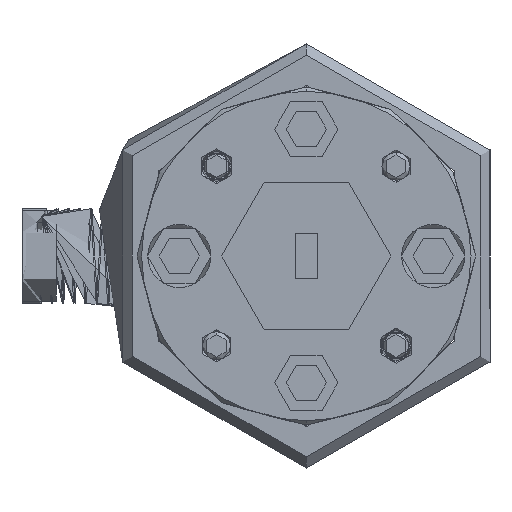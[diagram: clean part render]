
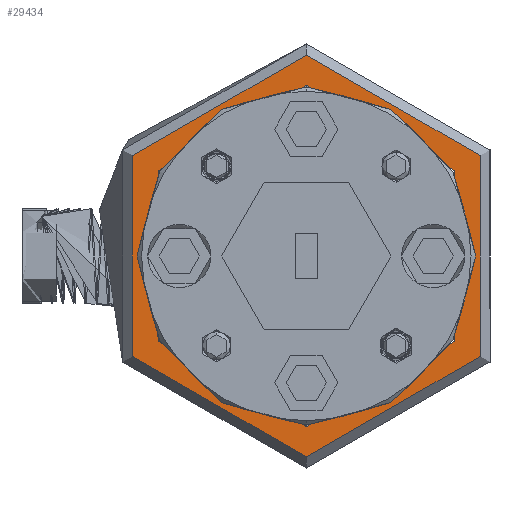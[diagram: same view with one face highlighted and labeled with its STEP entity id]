
A CAD part, left-side view. The second image highlights one B-rep face of the part: STEP entity #29434.
In plain terms, the highlighted planar face has unit normal (-1, 0, 0).
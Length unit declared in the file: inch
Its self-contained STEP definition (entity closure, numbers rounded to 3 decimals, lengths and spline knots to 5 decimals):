
#4641 = VERTEX_POINT ( 'NONE', #58994 ) ;
#6942 = VERTEX_POINT ( 'NONE', #11337 ) ;
#7631 = DIRECTION ( 'NONE',  ( 0., 0., -1. ) ) ;
#8582 = EDGE_CURVE ( 'NONE', #4641, #41492, #53102, .T. ) ;
#11337 = CARTESIAN_POINT ( 'NONE',  ( -2.159, 0., -0.003 ) ) ;
#13804 = CIRCLE ( 'NONE', #65829, 0.378 ) ;
#17658 = CARTESIAN_POINT ( 'NONE',  ( -2.159, 0., 0.375 ) ) ;
#17919 = CIRCLE ( 'NONE', #60549, 0.378 ) ;
#18607 = EDGE_CURVE ( 'NONE', #35237, #6942, #13804, .T. ) ;
#19102 = AXIS2_PLACEMENT_3D ( 'NONE', #19228, #34805, #55527 ) ;
#19228 = CARTESIAN_POINT ( 'NONE',  ( -2.159, 0., 0.375 ) ) ;
#22418 = FACE_BOUND ( 'NONE', #32671, .T. ) ;
#22744 = DIRECTION ( 'NONE',  ( 1., 0., 0. ) ) ;
#23291 = DIRECTION ( 'NONE',  ( -1., 0., 0. ) ) ;
#25474 = EDGE_CURVE ( 'NONE', #6942, #35237, #17919, .T. ) ;
#26666 = ORIENTED_EDGE ( 'NONE', *, *, #25474, .T. ) ;
#29434 = ADVANCED_FACE ( 'NONE', ( #22418, #45642 ), #54526, .T. ) ;
#29728 = CIRCLE ( 'NONE', #45647, 0.445 ) ;
#30335 = DIRECTION ( 'NONE',  ( 0., 0., -1. ) ) ;
#31379 = ORIENTED_EDGE ( 'NONE', *, *, #38073, .F. ) ;
#32671 = EDGE_LOOP ( 'NONE', ( #26666, #37112 ) ) ;
#34129 = DIRECTION ( 'NONE',  ( 0., 0., -1. ) ) ;
#34805 = DIRECTION ( 'NONE',  ( 1., 0., 0. ) ) ;
#35054 = CARTESIAN_POINT ( 'NONE',  ( -2.159, 0., 0.375 ) ) ;
#35237 = VERTEX_POINT ( 'NONE', #57903 ) ;
#35492 = DIRECTION ( 'NONE',  ( 1., 0., 0. ) ) ;
#37112 = ORIENTED_EDGE ( 'NONE', *, *, #18607, .T. ) ;
#38073 = EDGE_CURVE ( 'NONE', #41492, #4641, #29728, .T. ) ;
#41492 = VERTEX_POINT ( 'NONE', #46441 ) ;
#45642 = FACE_OUTER_BOUND ( 'NONE', #58976, .T. ) ;
#45647 = AXIS2_PLACEMENT_3D ( 'NONE', #35054, #61129, #30335 ) ;
#46441 = CARTESIAN_POINT ( 'NONE',  ( -2.159, 0., -0.07 ) ) ;
#51106 = CARTESIAN_POINT ( 'NONE',  ( -2.159, 0., 0.375 ) ) ;
#53102 = CIRCLE ( 'NONE', #19102, 0.445 ) ;
#53844 = CARTESIAN_POINT ( 'NONE',  ( -2.159, 0., 0.375 ) ) ;
#54526 = PLANE ( 'NONE',  #64968 ) ;
#55527 = DIRECTION ( 'NONE',  ( 0., 0., -1. ) ) ;
#56882 = ORIENTED_EDGE ( 'NONE', *, *, #8582, .F. ) ;
#57903 = CARTESIAN_POINT ( 'NONE',  ( -2.159, 0., 0.753 ) ) ;
#58968 = DIRECTION ( 'NONE',  ( 0., 0., 1. ) ) ;
#58976 = EDGE_LOOP ( 'NONE', ( #31379, #56882 ) ) ;
#58994 = CARTESIAN_POINT ( 'NONE',  ( -2.159, 0., 0.82 ) ) ;
#60549 = AXIS2_PLACEMENT_3D ( 'NONE', #51106, #35492, #34129 ) ;
#61129 = DIRECTION ( 'NONE',  ( 1., 0., 0. ) ) ;
#64968 = AXIS2_PLACEMENT_3D ( 'NONE', #53844, #23291, #58968 ) ;
#65829 = AXIS2_PLACEMENT_3D ( 'NONE', #17658, #22744, #7631 ) ;
